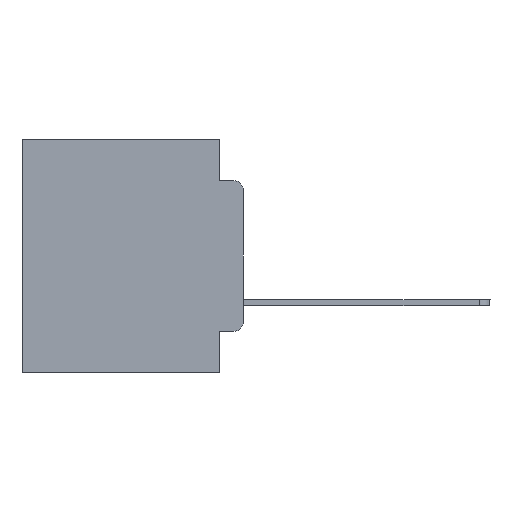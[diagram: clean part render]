
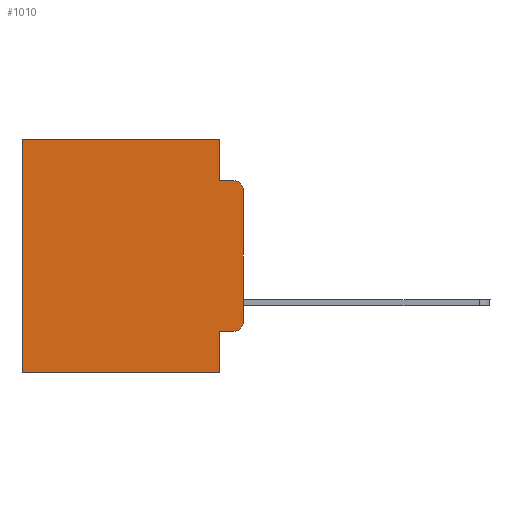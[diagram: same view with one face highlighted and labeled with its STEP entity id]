
A CAD part, left-side view. The second image highlights one B-rep face of the part: STEP entity #1010.
In plain terms, the highlighted planar face has unit normal (-1, 0, 0).
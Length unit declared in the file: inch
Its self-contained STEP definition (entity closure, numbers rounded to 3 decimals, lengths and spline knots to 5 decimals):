
#119 = FACE_OUTER_BOUND ( 'NONE', #19363, .T. ) ;
#503 = VECTOR ( 'NONE', #24140, 39.37008 ) ;
#591 = DIRECTION ( 'NONE',  ( 0., 0., -1. ) ) ;
#1010 = ADVANCED_FACE ( 'NONE', ( #119 ), #2899, .F. ) ;
#1611 = ORIENTED_EDGE ( 'NONE', *, *, #21366, .T. ) ;
#2319 = VECTOR ( 'NONE', #17448, 39.37008 ) ;
#2432 = DIRECTION ( 'NONE',  ( 0., 1., 0. ) ) ;
#2639 = VERTEX_POINT ( 'NONE', #8400 ) ;
#2899 = PLANE ( 'NONE',  #8884 ) ;
#3024 = VERTEX_POINT ( 'NONE', #19611 ) ;
#3093 = LINE ( 'NONE', #14422, #23965 ) ;
#3193 = CARTESIAN_POINT ( 'NONE',  ( 0.298, 0.051, -0.4115 ) ) ;
#3358 = VECTOR ( 'NONE', #3937, 39.37008 ) ;
#3441 = ORIENTED_EDGE ( 'NONE', *, *, #16555, .T. ) ;
#3668 = DIRECTION ( 'NONE',  ( -1., 0., 0. ) ) ;
#3937 = DIRECTION ( 'NONE',  ( 0., -1., 0. ) ) ;
#4066 = VERTEX_POINT ( 'NONE', #8255 ) ;
#4602 = VERTEX_POINT ( 'NONE', #20501 ) ;
#4889 = EDGE_CURVE ( 'NONE', #13124, #2639, #3093, .T. ) ;
#5663 = VERTEX_POINT ( 'NONE', #21168 ) ;
#5802 = EDGE_CURVE ( 'NONE', #18395, #2639, #24562, .T. ) ;
#5856 = LINE ( 'NONE', #23959, #503 ) ;
#5922 = ORIENTED_EDGE ( 'NONE', *, *, #13972, .F. ) ;
#6943 = DIRECTION ( 'NONE',  ( 1., 0., 0. ) ) ;
#7470 = EDGE_CURVE ( 'NONE', #5663, #3024, #10544, .T. ) ;
#7498 = LINE ( 'NONE', #18432, #13266 ) ;
#8255 = CARTESIAN_POINT ( 'NONE',  ( 0.298, 0.051, -0.4115 ) ) ;
#8400 = CARTESIAN_POINT ( 'NONE',  ( 0.298, 0., -0.3915 ) ) ;
#8519 = CARTESIAN_POINT ( 'NONE',  ( 0.298, 0.051, 0. ) ) ;
#8884 = AXIS2_PLACEMENT_3D ( 'NONE', #17057, #6943, #23289 ) ;
#8991 = LINE ( 'NONE', #25271, #14120 ) ;
#9654 = CARTESIAN_POINT ( 'NONE',  ( 0.298, 0., 0. ) ) ;
#10064 = VERTEX_POINT ( 'NONE', #25019 ) ;
#10287 = VECTOR ( 'NONE', #591, 39.37008 ) ;
#10544 = LINE ( 'NONE', #9654, #10845 ) ;
#10712 = AXIS2_PLACEMENT_3D ( 'NONE', #20013, #26031, #23725 ) ;
#10845 = VECTOR ( 'NONE', #19718, 39.37008 ) ;
#11002 = ORIENTED_EDGE ( 'NONE', *, *, #12090, .T. ) ;
#11198 = ORIENTED_EDGE ( 'NONE', *, *, #4889, .F. ) ;
#11772 = DIRECTION ( 'NONE',  ( 0., 0., -1. ) ) ;
#12082 = ORIENTED_EDGE ( 'NONE', *, *, #25727, .F. ) ;
#12090 = EDGE_CURVE ( 'NONE', #13124, #4602, #12527, .T. ) ;
#12432 = EDGE_CURVE ( 'NONE', #4066, #15393, #15654, .T. ) ;
#12527 = CIRCLE ( 'NONE', #15768, 0.02 ) ;
#13124 = VERTEX_POINT ( 'NONE', #20857 ) ;
#13266 = VECTOR ( 'NONE', #2432, 39.37008 ) ;
#13844 = LINE ( 'NONE', #14057, #3358 ) ;
#13972 = EDGE_CURVE ( 'NONE', #10064, #4602, #13844, .T. ) ;
#14057 = CARTESIAN_POINT ( 'NONE',  ( 0.298, 0.051, -0.0885 ) ) ;
#14114 = ORIENTED_EDGE ( 'NONE', *, *, #5802, .T. ) ;
#14120 = VECTOR ( 'NONE', #23236, 39.37008 ) ;
#14422 = CARTESIAN_POINT ( 'NONE',  ( 0.298, 0., 0. ) ) ;
#15393 = VERTEX_POINT ( 'NONE', #23032 ) ;
#15654 = LINE ( 'NONE', #8519, #10287 ) ;
#15768 = AXIS2_PLACEMENT_3D ( 'NONE', #23557, #3668, #11772 ) ;
#16555 = EDGE_CURVE ( 'NONE', #4066, #18395, #20630, .T. ) ;
#17057 = CARTESIAN_POINT ( 'NONE',  ( 0.298, 0., 0. ) ) ;
#17448 = DIRECTION ( 'NONE',  ( 0., -1., 0. ) ) ;
#17630 = CARTESIAN_POINT ( 'NONE',  ( 0.298, 0.02, -0.4115 ) ) ;
#18395 = VERTEX_POINT ( 'NONE', #17630 ) ;
#18432 = CARTESIAN_POINT ( 'NONE',  ( 0.298, 0., -0.5 ) ) ;
#18743 = DIRECTION ( 'NONE',  ( 0., 0., -1. ) ) ;
#19363 = EDGE_LOOP ( 'NONE', ( #11198, #11002, #5922, #24915, #21709, #1611, #12082, #21544, #3441, #14114 ) ) ;
#19611 = CARTESIAN_POINT ( 'NONE',  ( 0.298, 0.473, 0. ) ) ;
#19718 = DIRECTION ( 'NONE',  ( 0., 1., 0. ) ) ;
#20013 = CARTESIAN_POINT ( 'NONE',  ( 0.298, 0.02, -0.3915 ) ) ;
#20501 = CARTESIAN_POINT ( 'NONE',  ( 0.298, 0.02, -0.0885 ) ) ;
#20630 = LINE ( 'NONE', #3193, #2319 ) ;
#20857 = CARTESIAN_POINT ( 'NONE',  ( 0.298, 0., -0.1085 ) ) ;
#21168 = CARTESIAN_POINT ( 'NONE',  ( 0.298, 0.051, 0. ) ) ;
#21250 = EDGE_CURVE ( 'NONE', #5663, #10064, #8991, .T. ) ;
#21366 = EDGE_CURVE ( 'NONE', #3024, #23129, #5856, .T. ) ;
#21544 = ORIENTED_EDGE ( 'NONE', *, *, #12432, .F. ) ;
#21709 = ORIENTED_EDGE ( 'NONE', *, *, #7470, .T. ) ;
#22174 = CARTESIAN_POINT ( 'NONE',  ( 0.298, 0.473, -0.5 ) ) ;
#23032 = CARTESIAN_POINT ( 'NONE',  ( 0.298, 0.051, -0.5 ) ) ;
#23129 = VERTEX_POINT ( 'NONE', #22174 ) ;
#23236 = DIRECTION ( 'NONE',  ( 0., 0., -1. ) ) ;
#23289 = DIRECTION ( 'NONE',  ( 0., 0., -1. ) ) ;
#23557 = CARTESIAN_POINT ( 'NONE',  ( 0.298, 0.02, -0.1085 ) ) ;
#23725 = DIRECTION ( 'NONE',  ( 0., 0., -1. ) ) ;
#23959 = CARTESIAN_POINT ( 'NONE',  ( 0.298, 0.473, 0. ) ) ;
#23965 = VECTOR ( 'NONE', #18743, 39.37008 ) ;
#24140 = DIRECTION ( 'NONE',  ( 0., 0., -1. ) ) ;
#24562 = CIRCLE ( 'NONE', #10712, 0.02 ) ;
#24915 = ORIENTED_EDGE ( 'NONE', *, *, #21250, .F. ) ;
#25019 = CARTESIAN_POINT ( 'NONE',  ( 0.298, 0.051, -0.0885 ) ) ;
#25271 = CARTESIAN_POINT ( 'NONE',  ( 0.298, 0.051, 0. ) ) ;
#25727 = EDGE_CURVE ( 'NONE', #15393, #23129, #7498, .T. ) ;
#26031 = DIRECTION ( 'NONE',  ( -1., 0., 0. ) ) ;
